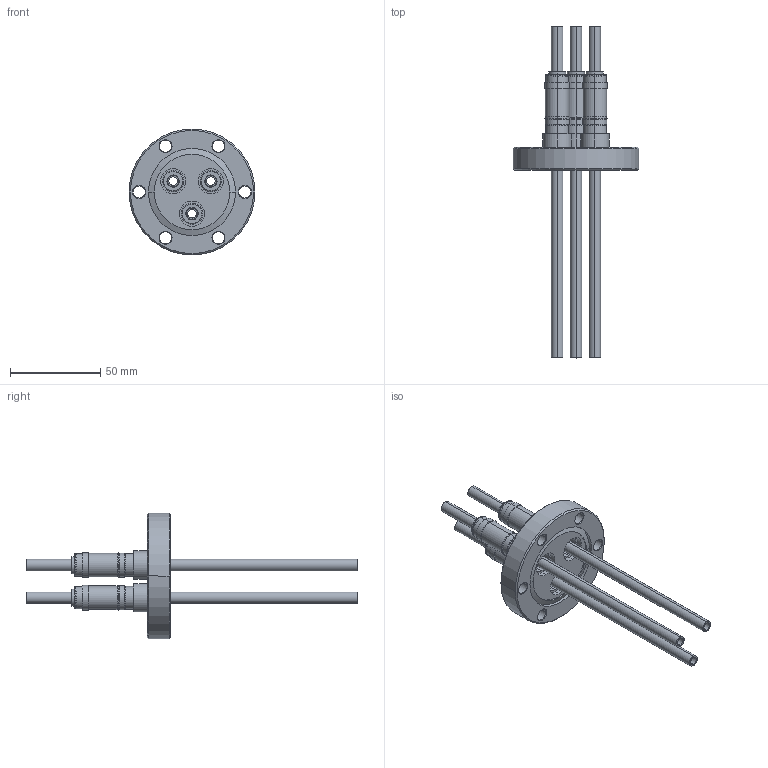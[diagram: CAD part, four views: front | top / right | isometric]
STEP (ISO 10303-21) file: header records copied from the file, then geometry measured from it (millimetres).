
FILE_DESCRIPTION (( 'STEP AP203' ), '1' );
FILE_NAME ('A0064-6-CF.STEP', '2013-06-12T12:58:16', ( '' ), ( '' ), 'SwSTEP 2.0', 'SolidWorks 2012', '' );
FILE_SCHEMA (( 'CONFIG_CONTROL_DESIGN' ));
Length unit declared in the file: inch
Products named in the file (1): A0064-6-CF
Bounding box: 69.85 x 184.15 x 69.85 mm (x, y, z)
Volume: 59149.3 mm3; surface area: 44312.4 mm2
Topology: 1 solids, 1 shells, 267 faces, 580 edges, 364 vertices
Faces by surface type: cylinder 138, cone 60, plane 51, bspline 18
Entity records: 9123 total; most frequent: CARTESIAN_POINT 2934, DIRECTION 1426, ORIENTED_EDGE 1160, AXIS2_PLACEMENT_3D 614, EDGE_CURVE 580, CIRCLE 364, VERTEX_POINT 364, EDGE_LOOP 334
